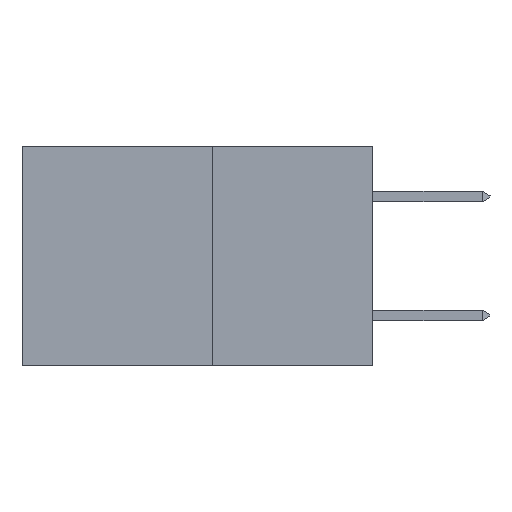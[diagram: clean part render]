
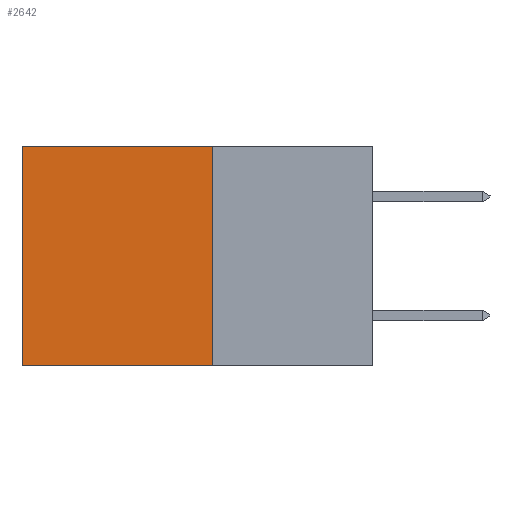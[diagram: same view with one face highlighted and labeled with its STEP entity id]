
A CAD part, left-side view. The second image highlights one B-rep face of the part: STEP entity #2642.
In plain terms, the highlighted planar face has unit normal (-1, 0, 0).
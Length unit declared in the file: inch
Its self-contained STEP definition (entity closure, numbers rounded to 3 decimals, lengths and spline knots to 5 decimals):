
#109 = CARTESIAN_POINT ( 'NONE',  ( 0.277, 0.27, 0. ) ) ;
#246 = VERTEX_POINT ( 'NONE', #2603 ) ;
#317 = LINE ( 'NONE', #6054, #5243 ) ;
#990 = CARTESIAN_POINT ( 'NONE',  ( 0.277, 0.59, 0. ) ) ;
#1024 = ORIENTED_EDGE ( 'NONE', *, *, #2285, .T. ) ;
#1050 = EDGE_LOOP ( 'NONE', ( #7057, #1438, #2384, #1024 ) ) ;
#1438 = ORIENTED_EDGE ( 'NONE', *, *, #6504, .F. ) ;
#1541 = LINE ( 'NONE', #7680, #3550 ) ;
#1965 = LINE ( 'NONE', #2184, #6894 ) ;
#2184 = CARTESIAN_POINT ( 'NONE',  ( 0.277, 0.27, -0.37 ) ) ;
#2214 = DIRECTION ( 'NONE',  ( 0., 1., 0. ) ) ;
#2239 = VERTEX_POINT ( 'NONE', #109 ) ;
#2268 = DIRECTION ( 'NONE',  ( 0., 0., -1. ) ) ;
#2285 = EDGE_CURVE ( 'NONE', #2239, #7799, #4027, .T. ) ;
#2384 = ORIENTED_EDGE ( 'NONE', *, *, #7049, .F. ) ;
#2603 = CARTESIAN_POINT ( 'NONE',  ( 0.277, 0.59, -0.37 ) ) ;
#2642 = ADVANCED_FACE ( 'NONE', ( #2856 ), #4912, .F. ) ;
#2856 = FACE_OUTER_BOUND ( 'NONE', #1050, .T. ) ;
#3550 = VECTOR ( 'NONE', #2268, 39.37008 ) ;
#3561 = CARTESIAN_POINT ( 'NONE',  ( 0.277, 0.27, 0. ) ) ;
#3839 = VECTOR ( 'NONE', #5049, 39.37008 ) ;
#3907 = AXIS2_PLACEMENT_3D ( 'NONE', #5029, #4993, #4976 ) ;
#4027 = LINE ( 'NONE', #3561, #3839 ) ;
#4912 = PLANE ( 'NONE',  #3907 ) ;
#4976 = DIRECTION ( 'NONE',  ( 0., 0., -1. ) ) ;
#4993 = DIRECTION ( 'NONE',  ( 1., 0., 0. ) ) ;
#5029 = CARTESIAN_POINT ( 'NONE',  ( 0.277, 0.27, -0.37 ) ) ;
#5049 = DIRECTION ( 'NONE',  ( 0., 1., 0. ) ) ;
#5243 = VECTOR ( 'NONE', #5903, 39.37008 ) ;
#5695 = CARTESIAN_POINT ( 'NONE',  ( 0.277, 0.27, -0.37 ) ) ;
#5859 = EDGE_CURVE ( 'NONE', #7799, #246, #317, .T. ) ;
#5903 = DIRECTION ( 'NONE',  ( 0., 0., -1. ) ) ;
#6054 = CARTESIAN_POINT ( 'NONE',  ( 0.277, 0.59, -0.37 ) ) ;
#6504 = EDGE_CURVE ( 'NONE', #7380, #246, #1965, .T. ) ;
#6894 = VECTOR ( 'NONE', #2214, 39.37008 ) ;
#7049 = EDGE_CURVE ( 'NONE', #2239, #7380, #1541, .T. ) ;
#7057 = ORIENTED_EDGE ( 'NONE', *, *, #5859, .T. ) ;
#7380 = VERTEX_POINT ( 'NONE', #5695 ) ;
#7680 = CARTESIAN_POINT ( 'NONE',  ( 0.277, 0.27, -0.37 ) ) ;
#7799 = VERTEX_POINT ( 'NONE', #990 ) ;
